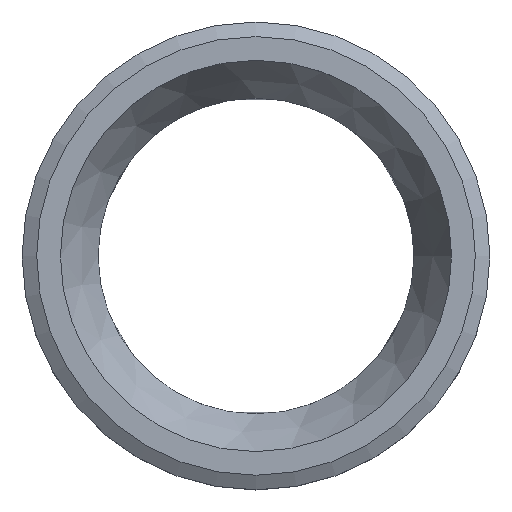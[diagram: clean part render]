
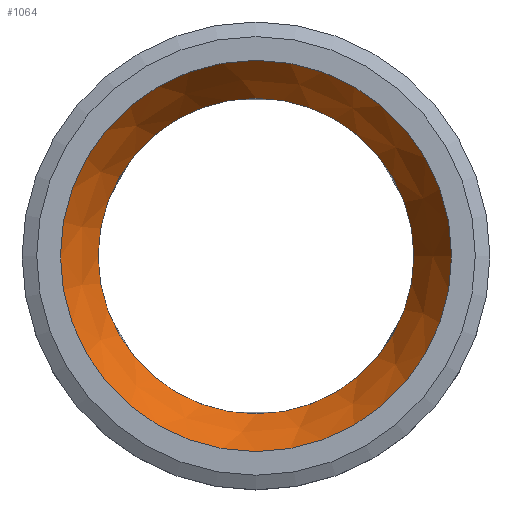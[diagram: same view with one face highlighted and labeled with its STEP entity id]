
A CAD part, top view. The second image highlights one B-rep face of the part: STEP entity #1064.
In plain terms, the highlighted conical face has half-angle 30 degrees and reference radius 13.5 mm.
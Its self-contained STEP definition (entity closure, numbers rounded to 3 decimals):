
#21=CONICAL_SURFACE('',#1164,13.5,0.524);
#202=ORIENTED_EDGE('',*,*,#408,.T.);
#203=ORIENTED_EDGE('',*,*,#409,.F.);
#408=EDGE_CURVE('',#499,#499,#566,.T.);
#409=EDGE_CURVE('',#500,#500,#567,.T.);
#499=VERTEX_POINT('',#1761);
#500=VERTEX_POINT('',#1763);
#566=CIRCLE('',#1165,16.733);
#567=CIRCLE('',#1166,13.5);
#617=EDGE_LOOP('',(#202));
#618=EDGE_LOOP('',(#203));
#671=FACE_BOUND('',#617,.T.);
#672=FACE_BOUND('',#618,.T.);
#1064=ADVANCED_FACE('',(#671,#672),#21,.F.);
#1164=AXIS2_PLACEMENT_3D('',#1759,#1359,#1360);
#1165=AXIS2_PLACEMENT_3D('',#1760,#1361,#1362);
#1166=AXIS2_PLACEMENT_3D('',#1762,#1363,#1364);
#1359=DIRECTION('',(0.,0.,1.));
#1360=DIRECTION('',(1.,0.,0.));
#1361=DIRECTION('',(0.,0.,1.));
#1362=DIRECTION('',(1.,0.,0.));
#1363=DIRECTION('',(0.,0.,1.));
#1364=DIRECTION('',(1.,0.,0.));
#1759=CARTESIAN_POINT('',(0.,0.,2.45));
#1760=CARTESIAN_POINT('',(0.,0.,8.05));
#1761=CARTESIAN_POINT('',(16.733,0.,8.05));
#1762=CARTESIAN_POINT('',(0.,0.,2.45));
#1763=CARTESIAN_POINT('',(13.5,0.,2.45));
